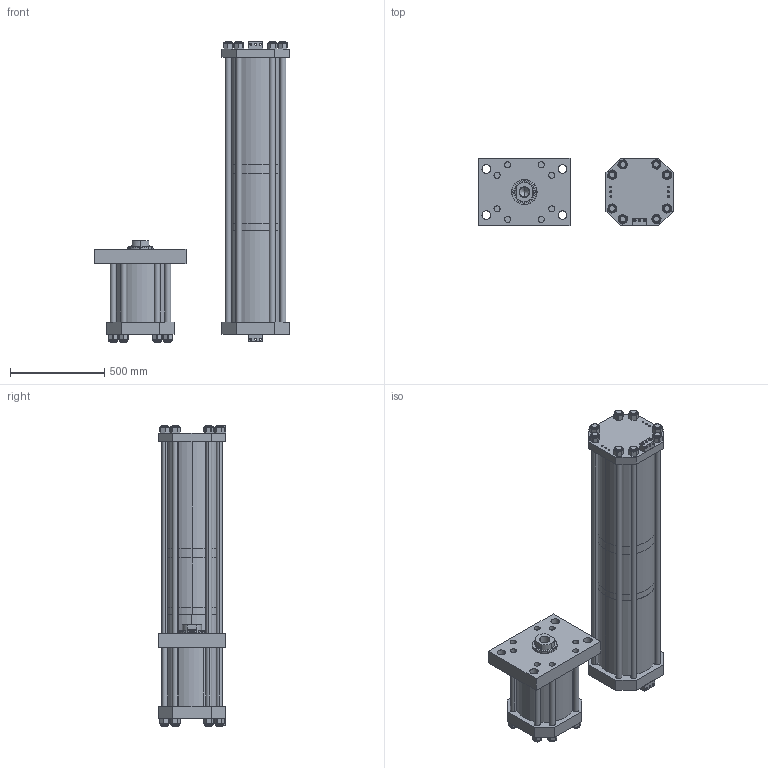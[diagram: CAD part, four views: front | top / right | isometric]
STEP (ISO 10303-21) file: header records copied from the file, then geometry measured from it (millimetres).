
FILE_DESCRIPTION (( 'STEP AP203' ), '1' );
FILE_NAME ('HPS-75-4.00-.75-FH.STEP', '2020-05-27T15:59:25', ( '' ), ( '' ), 'SwSTEP 2.0', 'SolidWorks 2018', '' );
FILE_SCHEMA (( 'CONFIG_CONTROL_DESIGN' ));
Length unit declared in the file: inch
Products named in the file (17): E10059; NLN 1.25; ES7514_.75(22.284"); G7510; E7511_4.0; E7561_.75; ES10005_4.0; E10064.; E90BRK; HPS-75-4.00-.75-FH; F10062; E10003; E10004; E10001_Work Rod; E7563_4.00-.75(60.837"); E7513; E10060_4.0
Assembly tree (46 placements, depth 2):
  HPS-75-4.00-.75-FH
    E10004
    E10003
    E10001_Work Rod
    E10064.
    NLN 1.25  x16
    E10059
    F10062
    E90BRK  x2
    ES10005_4.0
    E10060_4.0  x8
    E7513
    E7511_4.0
    G7510
    E7561_.75
    E7563_4.00-.75(60.837")  x8
    ES7514_.75(22.284")
Bounding box: 1028.7 x 355.6 x 1589.76 mm (x, y, z)
Volume: 89789145.5 mm3; surface area: 7166984.1 mm2
Topology: 46 solids, 46 shells, 1094 faces, 2575 edges, 1631 vertices
Faces by surface type: cylinder 545, plane 419, cone 66, torus 64
Entity records: 19267 total; most frequent: CARTESIAN_POINT 3692, DIRECTION 2961, ORIENTED_EDGE 2452, EDGE_CURVE 1226, AXIS2_PLACEMENT_3D 1213, VERTEX_POINT 799, EDGE_LOOP 713, CIRCLE 639
